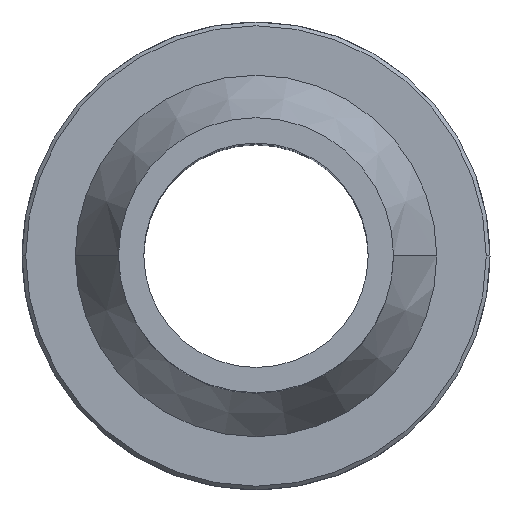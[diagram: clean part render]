
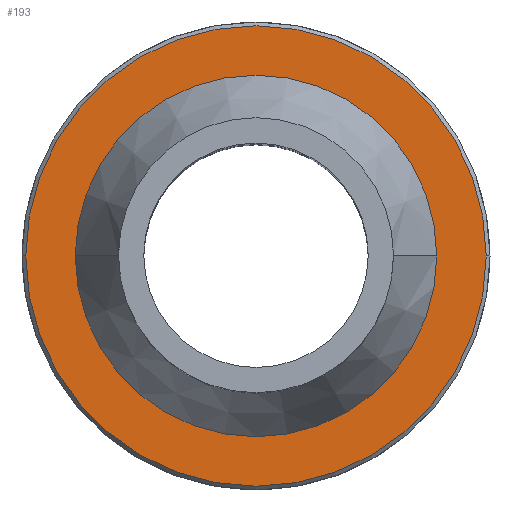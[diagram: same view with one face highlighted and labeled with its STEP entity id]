
A CAD part, top view. The second image highlights one B-rep face of the part: STEP entity #193.
In plain terms, the highlighted planar face has unit normal (0, 0, 1).
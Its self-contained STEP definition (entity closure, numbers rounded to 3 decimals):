
#193=ADVANCED_FACE('',(#418,#419),#420,.F.);
#418=FACE_OUTER_BOUND('',#686,.T.);
#419=FACE_BOUND('',#687,.T.);
#420=PLANE('',#688);
#686=EDGE_LOOP('',(#1133,#1134));
#687=EDGE_LOOP('',(#1135,#1136));
#688=AXIS2_PLACEMENT_3D('',#1137,#1138,#1139);
#1133=ORIENTED_EDGE('',*,*,#1704,.F.);
#1134=ORIENTED_EDGE('',*,*,#1696,.F.);
#1135=ORIENTED_EDGE('',*,*,#1705,.T.);
#1136=ORIENTED_EDGE('',*,*,#1700,.T.);
#1137=CARTESIAN_POINT('',(0.,0.,-30.0));
#1138=DIRECTION('',(0.,0.,-1.0));
#1139=DIRECTION('',(1.0,0.,0.));
#1696=EDGE_CURVE('',#2053,#2055,#2056,.T.);
#1700=EDGE_CURVE('',#2062,#2059,#2063,.T.);
#1704=EDGE_CURVE('',#2055,#2053,#2068,.T.);
#1705=EDGE_CURVE('',#2059,#2062,#2069,.T.);
#2053=VERTEX_POINT('',#2626);
#2055=VERTEX_POINT('',#2629);
#2056=CIRCLE('',#2630,41.85);
#2059=VERTEX_POINT('',#2634);
#2062=VERTEX_POINT('',#2638);
#2063=CIRCLE('',#2639,31.375);
#2068=CIRCLE('',#2645,41.85);
#2069=CIRCLE('',#2646,31.375);
#2626=CARTESIAN_POINT('',(41.85,0.,-30.0));
#2629=CARTESIAN_POINT('',(-41.85,0.,-30.0));
#2630=AXIS2_PLACEMENT_3D('',#3323,#3324,#3325);
#2634=CARTESIAN_POINT('',(31.375,0.,-30.0));
#2638=CARTESIAN_POINT('',(-31.375,0.,-30.0));
#2639=AXIS2_PLACEMENT_3D('',#3328,#3329,#3330);
#2645=AXIS2_PLACEMENT_3D('',#3335,#3336,#3337);
#2646=AXIS2_PLACEMENT_3D('',#3338,#3339,#3340);
#3323=CARTESIAN_POINT('',(0.,0.,-30.0));
#3324=DIRECTION('',(0.,0.,-1.0));
#3325=DIRECTION('',(1.0,0.,0.));
#3328=CARTESIAN_POINT('',(0.,0.,-30.0));
#3329=DIRECTION('',(0.,0.,-1.0));
#3330=DIRECTION('',(-1.0,0.,0.));
#3335=CARTESIAN_POINT('',(0.,0.,-30.0));
#3336=DIRECTION('',(0.,0.,-1.0));
#3337=DIRECTION('',(1.0,0.,0.));
#3338=CARTESIAN_POINT('',(0.,0.,-30.0));
#3339=DIRECTION('',(0.,0.,-1.0));
#3340=DIRECTION('',(-1.0,0.,0.));
